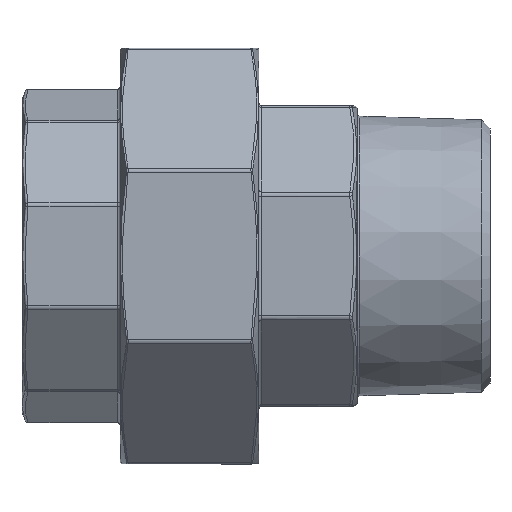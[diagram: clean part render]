
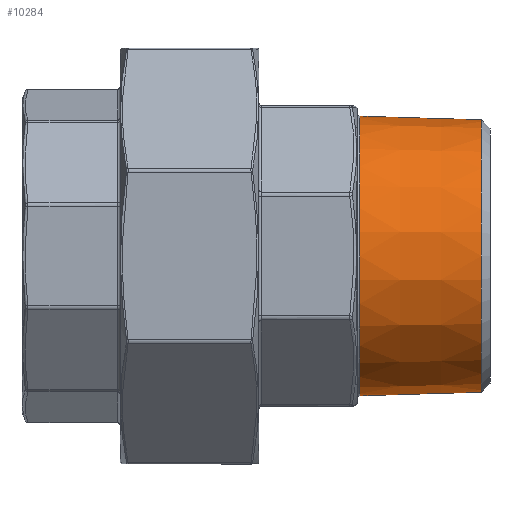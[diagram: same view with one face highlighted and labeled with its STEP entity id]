
A CAD part, front view. The second image highlights one B-rep face of the part: STEP entity #10284.
In plain terms, the highlighted conical face has half-angle 1.668 degrees and reference radius 23.901 mm.
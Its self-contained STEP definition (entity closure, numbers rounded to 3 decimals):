
#1262 = EDGE_CURVE ( 'NONE', #19946, #19946, #1974, .T. ) ;
#1839 = DIRECTION ( 'NONE',  ( -1., 0., 0. ) ) ;
#1974 = CIRCLE ( 'NONE', #12635, 23.576 ) ;
#2951 = CARTESIAN_POINT ( 'NONE',  ( 37.8, 0., 0. ) ) ;
#3795 = DIRECTION ( 'NONE',  ( 0., 0., 1. ) ) ;
#3988 = CARTESIAN_POINT ( 'NONE',  ( 27.985, 0., 0. ) ) ;
#4060 = ORIENTED_EDGE ( 'NONE', *, *, #10347, .T. ) ;
#4653 = ORIENTED_EDGE ( 'NONE', *, *, #1262, .T. ) ;
#5400 = DIRECTION ( 'NONE',  ( -1., 0., 0. ) ) ;
#8420 = CARTESIAN_POINT ( 'NONE',  ( 48.976, 0., 0. ) ) ;
#9388 = VERTEX_POINT ( 'NONE', #12621 ) ;
#9510 = FACE_OUTER_BOUND ( 'NONE', #12294, .T. ) ;
#9713 = AXIS2_PLACEMENT_3D ( 'NONE', #2951, #5400, #12654 ) ;
#10284 = ADVANCED_FACE ( 'NONE', ( #9510, #15735 ), #18502, .T. ) ;
#10347 = EDGE_CURVE ( 'NONE', #9388, #9388, #18820, .T. ) ;
#11745 = DIRECTION ( 'NONE',  ( 1., 0., 0. ) ) ;
#12294 = EDGE_LOOP ( 'NONE', ( #4060 ) ) ;
#12621 = CARTESIAN_POINT ( 'NONE',  ( 27.985, 0., 24.187 ) ) ;
#12635 = AXIS2_PLACEMENT_3D ( 'NONE', #8420, #1839, #3795 ) ;
#12654 = DIRECTION ( 'NONE',  ( 0., 0., 1. ) ) ;
#13181 = DIRECTION ( 'NONE',  ( 0., 0., 1. ) ) ;
#15110 = CARTESIAN_POINT ( 'NONE',  ( 48.976, 0., 23.576 ) ) ;
#15735 = FACE_BOUND ( 'NONE', #16647, .T. ) ;
#15934 = AXIS2_PLACEMENT_3D ( 'NONE', #3988, #11745, #13181 ) ;
#16647 = EDGE_LOOP ( 'NONE', ( #4653 ) ) ;
#18502 = CONICAL_SURFACE ( 'NONE', #9713, 23.901, 0.029 ) ;
#18820 = CIRCLE ( 'NONE', #15934, 24.187 ) ;
#19946 = VERTEX_POINT ( 'NONE', #15110 ) ;
